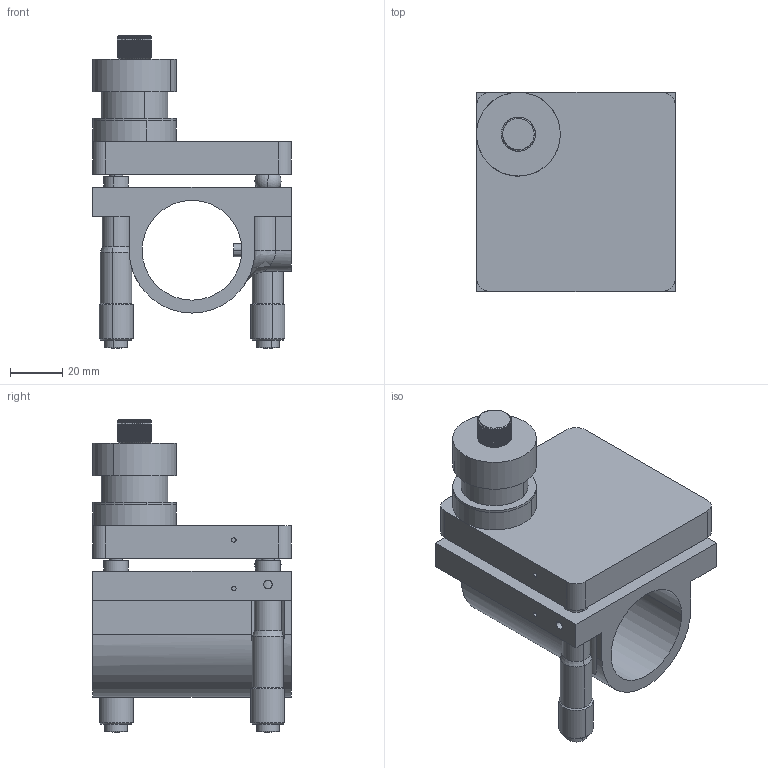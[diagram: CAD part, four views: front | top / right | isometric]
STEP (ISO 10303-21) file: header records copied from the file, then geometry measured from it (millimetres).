
FILE_DESCRIPTION (( 'STEP AP203' ), '1' );
FILE_NAME ('04NDH-3(M).STEP', '2016-03-16T03:21:29', ( '' ), ( '' ), 'SwSTEP 2.0', 'SolidWorks 2016', '' );
FILE_SCHEMA (( 'CONFIG_CONTROL_DESIGN' ));
Length unit declared in the file: millimetre
Products named in the file (1): 04NDH-3(M)
Bounding box: 76 x 76 x 119.5 mm (x, y, z)
Volume: 200365.8 mm3; surface area: 63655.8 mm2
Topology: 11 solids, 11 shells, 371 faces, 951 edges, 625 vertices
Faces by surface type: plane 171, cylinder 166, cone 19, sphere 12, torus 2, bspline 1
Entity records: 12441 total; most frequent: CARTESIAN_POINT 3525, ORIENTED_EDGE 1880, DIRECTION 1767, EDGE_CURVE 940, AXIS2_PLACEMENT_3D 702, VERTEX_POINT 618, EDGE_LOOP 432, FACE_OUTER_BOUND 371
